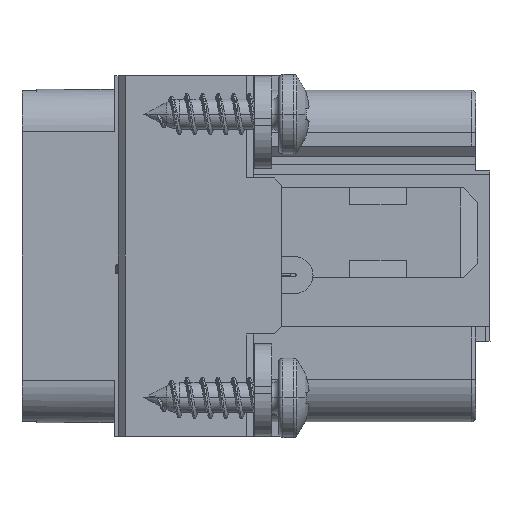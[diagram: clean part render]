
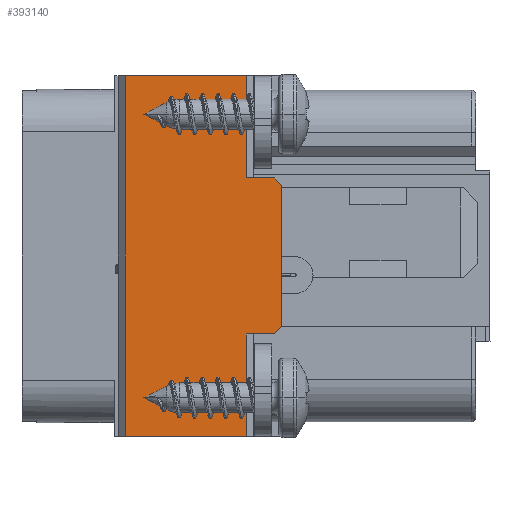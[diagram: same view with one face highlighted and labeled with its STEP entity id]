
A CAD part, left-side view. The second image highlights one B-rep face of the part: STEP entity #393140.
In plain terms, the highlighted face is planar.
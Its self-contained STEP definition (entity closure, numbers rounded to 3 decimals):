
#86890=CARTESIAN_POINT('',(-12.54,21.7,16.2));
#86900=VERTEX_POINT('',#86890);
#86930=CARTESIAN_POINT('',(-12.54,21.7,15.188));
#86940=DIRECTION('',(0.,0.,-1.));
#86950=VECTOR('',#86940,1.);
#86960=LINE('',#86930,#86950);
#86970=CARTESIAN_POINT('',(-12.54,21.7,24.725));
#86980=VERTEX_POINT('',#86970);
#86990=EDGE_CURVE('',#86980,#86900,#86960,.T.);
#127400=CARTESIAN_POINT('',(-12.54,-3.7,24.725));
#127410=VERTEX_POINT('',#127400);
#127440=CARTESIAN_POINT('',(-12.54,-3.7,15.7));
#127450=DIRECTION('',(0.,0.,-1.));
#127460=VECTOR('',#127450,1.);
#127470=LINE('',#127440,#127460);
#127480=CARTESIAN_POINT('',(-12.54,-3.7,16.2));
#127490=VERTEX_POINT('',#127480);
#127500=EDGE_CURVE('',#127410,#127490,#127470,.T.);
#392320=CARTESIAN_POINT('',(-12.54,14.5,16.2));
#392330=VERTEX_POINT('',#392320);
#392360=CARTESIAN_POINT('',(-12.54,9.,16.2));
#392370=DIRECTION('',(0.,-1.,0.));
#392380=VECTOR('',#392370,1.);
#392390=LINE('',#392360,#392380);
#392400=EDGE_CURVE('',#86900,#392330,#392390,.T.);
#392520=CARTESIAN_POINT('',(-12.54,-3.7,15.7));
#392530=DIRECTION('',(1.,0.,0.));
#392540=DIRECTION('',(0.,1.,0.));
#392550=AXIS2_PLACEMENT_3D('',#392520,#392530,#392540);
#392560=PLANE('',#392550);
#392570=CARTESIAN_POINT('',(-12.54,3.5,15.7));
#392580=DIRECTION('',(0.,0.,-1.));
#392590=VECTOR('',#392580,1.);
#392600=LINE('',#392570,#392590);
#392610=CARTESIAN_POINT('',(-12.54,3.5,16.2));
#392620=VERTEX_POINT('',#392610);
#392630=CARTESIAN_POINT('',(-12.54,3.5,14.2));
#392640=VERTEX_POINT('',#392630);
#392650=EDGE_CURVE('',#392620,#392640,#392600,.T.);
#392660=ORIENTED_EDGE('',*,*,#392650,.T.);
#392670=CARTESIAN_POINT('',(-12.54,9.,16.2));
#392680=DIRECTION('',(0.,1.,0.));
#392690=VECTOR('',#392680,1.);
#392700=LINE('',#392670,#392690);
#392710=EDGE_CURVE('',#127490,#392620,#392700,.T.);
#392720=ORIENTED_EDGE('',*,*,#392710,.T.);
#392730=ORIENTED_EDGE('',*,*,#127500,.T.);
#392740=CARTESIAN_POINT('',(-12.54,9.,24.725));
#392750=DIRECTION('',(0.,1.,0.));
#392760=VECTOR('',#392750,1.);
#392770=LINE('',#392740,#392760);
#392780=EDGE_CURVE('',#127410,#86980,#392770,.T.);
#392790=ORIENTED_EDGE('',*,*,#392780,.F.);
#392800=ORIENTED_EDGE('',*,*,#86990,.F.);
#392810=ORIENTED_EDGE('',*,*,#392400,.F.);
#392820=CARTESIAN_POINT('',(-12.54,14.5,15.7));
#392830=DIRECTION('',(0.,0.,1.));
#392840=VECTOR('',#392830,1.);
#392850=LINE('',#392820,#392840);
#392860=CARTESIAN_POINT('',(-12.54,14.5,14.2));
#392870=VERTEX_POINT('',#392860);
#392880=EDGE_CURVE('',#392870,#392330,#392850,.T.);
#392890=ORIENTED_EDGE('',*,*,#392880,.T.);
#392900=CARTESIAN_POINT('',(-12.54,16.,15.7));
#392910=DIRECTION('',(0.,-0.707,
-0.707));
#392920=VECTOR('',#392910,1.);
#392930=LINE('',#392900,#392920);
#392940=CARTESIAN_POINT('',(-12.54,14.,13.7));
#392950=VERTEX_POINT('',#392940);
#392960=EDGE_CURVE('',#392870,#392950,#392930,.T.);
#392970=ORIENTED_EDGE('',*,*,#392960,.F.);
#392980=CARTESIAN_POINT('',(-12.54,9.,13.7));
#392990=DIRECTION('',(0.,1.,0.));
#393000=VECTOR('',#392990,1.);
#393010=LINE('',#392980,#393000);
#393020=CARTESIAN_POINT('',(-12.54,4.,13.7));
#393030=VERTEX_POINT('',#393020);
#393040=EDGE_CURVE('',#393030,#392950,#393010,.T.);
#393050=ORIENTED_EDGE('',*,*,#393040,.T.);
#393060=CARTESIAN_POINT('',(-12.54,9.,8.7));
#393070=DIRECTION('',(0.,-0.707,
0.707));
#393080=VECTOR('',#393070,1.);
#393090=LINE('',#393060,#393080);
#393100=EDGE_CURVE('',#393030,#392640,#393090,.T.);
#393110=ORIENTED_EDGE('',*,*,#393100,.F.);
#393120=EDGE_LOOP('',(#393110,#393050,#392970,#392890,#392810,#392800,
#392790,#392730,#392720,#392660));
#393130=FACE_OUTER_BOUND('',#393120,.T.);
#393140=ADVANCED_FACE('',(#393130),#392560,.T.);
